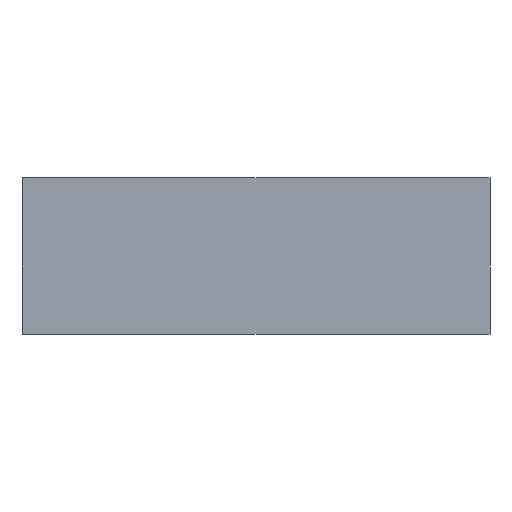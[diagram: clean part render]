
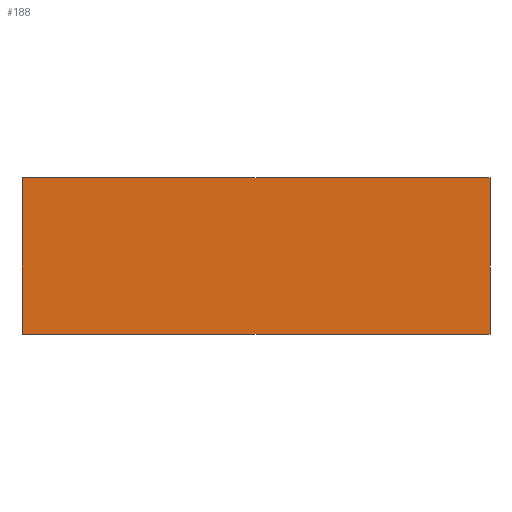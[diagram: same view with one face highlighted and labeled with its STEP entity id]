
A CAD part, top view. The second image highlights one B-rep face of the part: STEP entity #188.
In plain terms, the highlighted planar face has unit normal (0, 0, 1).
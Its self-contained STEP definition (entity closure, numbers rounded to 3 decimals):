
#22=FACE_OUTER_BOUND('',#32,.T.);
#32=EDGE_LOOP('',(#155,#156,#157,#158));
#47=LINE('',#295,#71);
#52=LINE('',#305,#76);
#56=LINE('',#313,#80);
#57=LINE('',#314,#81);
#71=VECTOR('',#243,10.);
#76=VECTOR('',#252,10.);
#80=VECTOR('',#260,10.);
#81=VECTOR('',#261,10.);
#92=VERTEX_POINT('',#292);
#93=VERTEX_POINT('',#294);
#96=VERTEX_POINT('',#304);
#98=VERTEX_POINT('',#312);
#111=EDGE_CURVE('',#93,#92,#47,.T.);
#116=EDGE_CURVE('',#96,#92,#52,.T.);
#120=EDGE_CURVE('',#98,#93,#56,.T.);
#121=EDGE_CURVE('',#98,#96,#57,.T.);
#155=ORIENTED_EDGE('',*,*,#120,.T.);
#156=ORIENTED_EDGE('',*,*,#111,.T.);
#157=ORIENTED_EDGE('',*,*,#116,.F.);
#158=ORIENTED_EDGE('',*,*,#121,.F.);
#178=PLANE('',#218);
#188=ADVANCED_FACE('',(#22),#178,.T.);
#218=AXIS2_PLACEMENT_3D('',#311,#258,#259);
#243=DIRECTION('',(0.,1.,0.));
#252=DIRECTION('',(1.,0.,0.));
#258=DIRECTION('center_axis',(0.,0.,1.));
#259=DIRECTION('ref_axis',(1.,0.,0.));
#260=DIRECTION('',(1.,0.,0.));
#261=DIRECTION('',(0.,1.,0.));
#292=CARTESIAN_POINT('',(0.,18.05,0.));
#294=CARTESIAN_POINT('',(0.,0.,0.));
#295=CARTESIAN_POINT('',(0.,0.,0.));
#304=CARTESIAN_POINT('',(-54.,18.05,0.));
#305=CARTESIAN_POINT('',(-54.,18.05,0.));
#311=CARTESIAN_POINT('Origin',(-54.,0.,0.));
#312=CARTESIAN_POINT('',(-54.,0.,0.));
#313=CARTESIAN_POINT('',(-54.,0.,0.));
#314=CARTESIAN_POINT('',(-54.,0.,0.));
